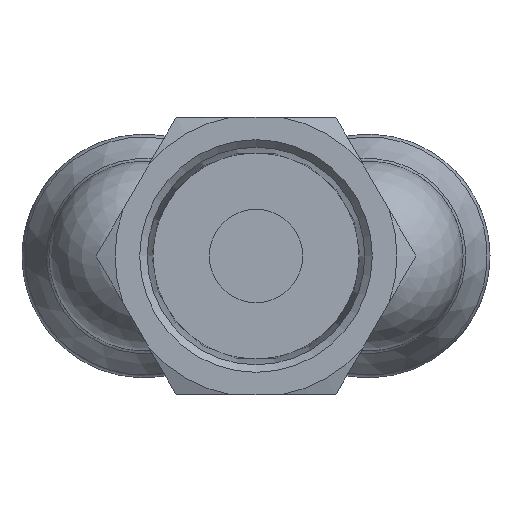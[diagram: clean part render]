
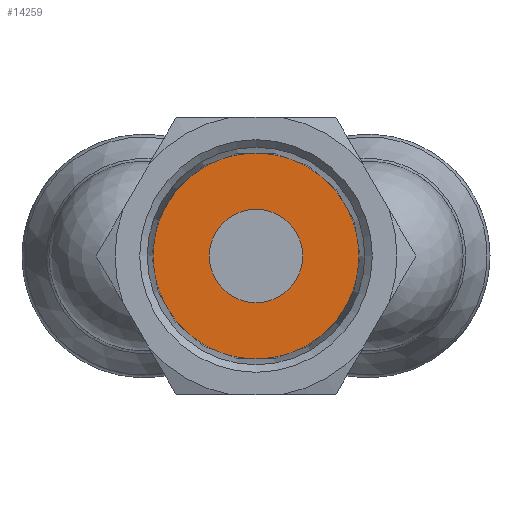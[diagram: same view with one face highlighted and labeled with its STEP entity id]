
A CAD part, front view. The second image highlights one B-rep face of the part: STEP entity #14259.
In plain terms, the highlighted face is planar.
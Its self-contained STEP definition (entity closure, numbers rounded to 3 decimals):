
#14092=CARTESIAN_POINT('',(-15.1,7.069,0.0));
#14093=VERTEX_POINT('',#14092);
#14094=CARTESIAN_POINT('',(-15.1,0.0,0.0));
#14095=DIRECTION('',(-1.0,0.0,0.0));
#14096=DIRECTION('',(0.0,1.0,0.0));
#14097=AXIS2_PLACEMENT_3D('',#14094,#14095,#14096);
#14098=CIRCLE('',#14097,7.069);
#14099=EDGE_CURVE('',#14093,#14093,#14098,.T.);
#14236=CARTESIAN_POINT('',(-15.1,3.2,0.0));
#14237=VERTEX_POINT('',#14236);
#14238=CARTESIAN_POINT('',(-15.1,0.0,0.0));
#14239=DIRECTION('',(-1.0,0.0,0.0));
#14240=DIRECTION('',(0.0,1.0,0.0));
#14241=AXIS2_PLACEMENT_3D('',#14238,#14239,#14240);
#14242=CIRCLE('',#14241,3.2);
#14243=EDGE_CURVE('',#14237,#14237,#14242,.T.);
#14248=CARTESIAN_POINT('',(-15.1,5.135,0.0));
#14249=DIRECTION('',(1.0,0.0,0.0));
#14250=DIRECTION('',(0.0,0.0,-1.0));
#14251=AXIS2_PLACEMENT_3D('',#14248,#14249,#14250);
#14252=PLANE('',#14251);
#14253=ORIENTED_EDGE('',*,*,#14099,.T.);
#14254=EDGE_LOOP('',(#14253));
#14255=FACE_OUTER_BOUND('',#14254,.T.);
#14256=ORIENTED_EDGE('',*,*,#14243,.F.);
#14257=EDGE_LOOP('',(#14256));
#14258=FACE_BOUND('',#14257,.T.);
#14259=ADVANCED_FACE('',(#14255,#14258),#14252,.F.);
